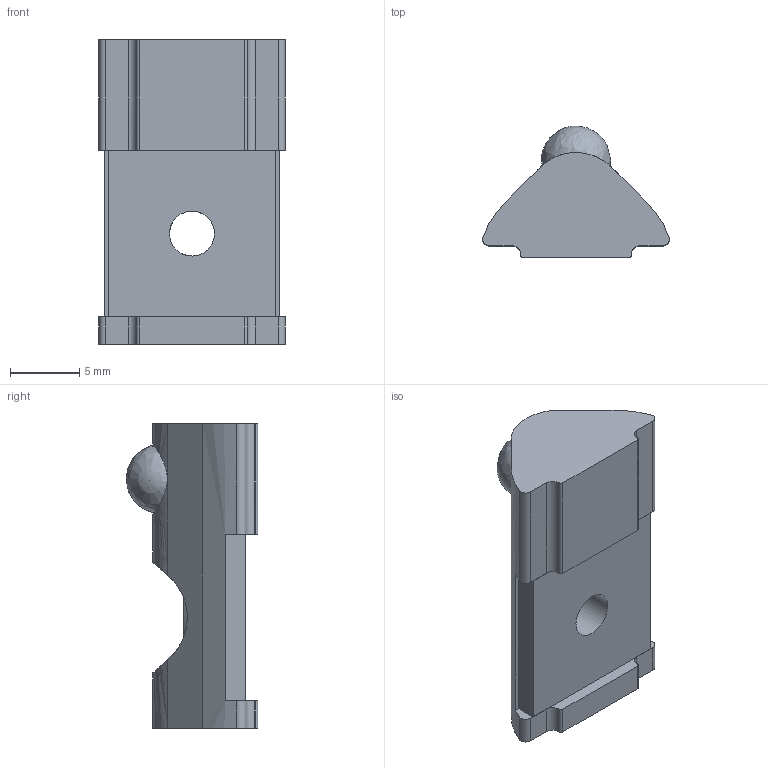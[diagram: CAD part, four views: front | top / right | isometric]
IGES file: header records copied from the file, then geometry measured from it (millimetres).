
Global section: file name: SV2146S_A; native system: Autodesk Inventor 2015; preprocessor: unknown; author: Feuerhake; date: 20151130.094009; units: millimetre
Bounding box: 13.47 x 9.49 x 22 mm (x, y, z)
Volume: 1226.1 mm3; surface area: 1635.1 mm2
Topology: 4 solids, 4 shells, 60 faces, 158 edges, 107 vertices
Faces by surface type: bspline 60
